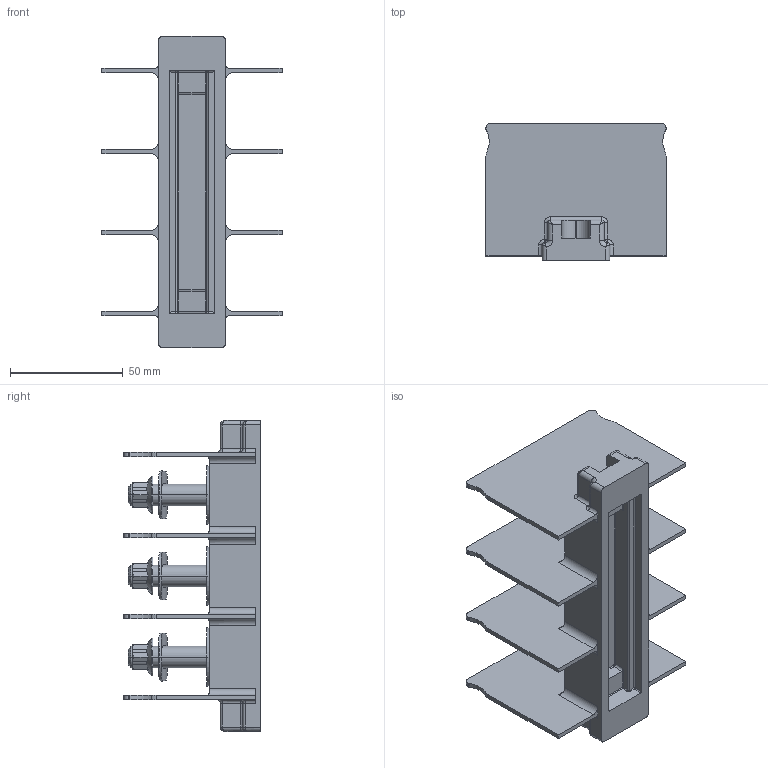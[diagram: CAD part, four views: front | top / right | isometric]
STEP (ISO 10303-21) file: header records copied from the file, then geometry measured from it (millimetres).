
FILE_DESCRIPTION((''),'2;1');
FILE_NAME('32428031002','2019-10-24T',('presta_be4'),(''),'CREO PARAMETRIC BY PTC INC, 2018360','CREO PARAMETRIC BY PTC INC, 2018360','');
FILE_SCHEMA(('CONFIG_CONTROL_DESIGN'));
Length unit declared in the file: millimetre
Products named in the file (1): 32428031002
Bounding box: 80 x 60.8 x 138.2 mm (x, y, z)
Volume: 110678 mm3; surface area: 58332.9 mm2
Topology: 4 solids, 4 shells, 447 faces, 1162 edges, 730 vertices
Faces by surface type: cylinder 190, plane 165, bspline 40, cone 34, torus 18
Entity records: 16992 total; most frequent: CARTESIAN_POINT 6580, ORIENTED_EDGE 2316, DIRECTION 1965, EDGE_CURVE 1158, VERTEX_POINT 730, AXIS2_PLACEMENT_3D 714, VECTOR 537, LINE 537
